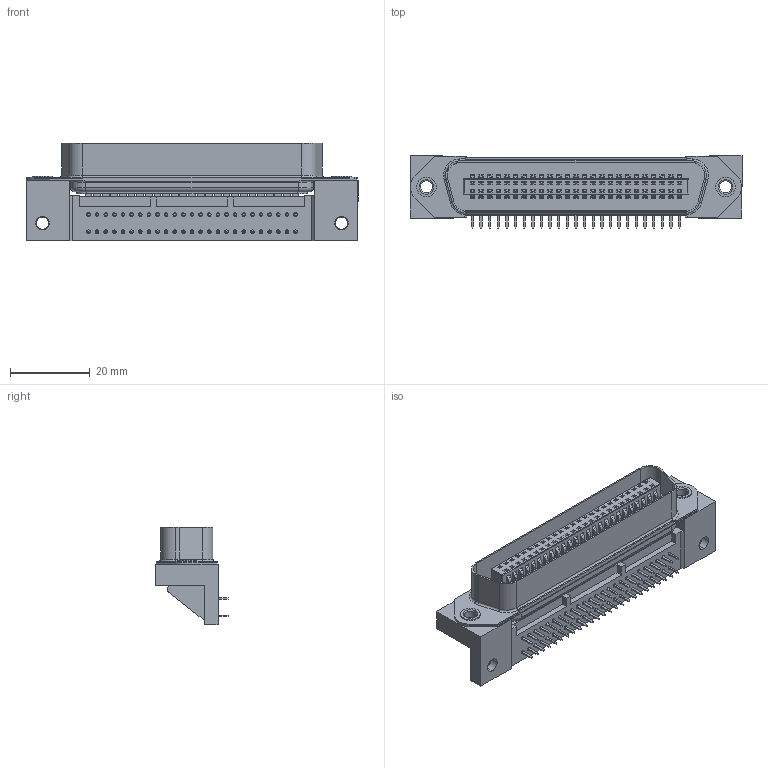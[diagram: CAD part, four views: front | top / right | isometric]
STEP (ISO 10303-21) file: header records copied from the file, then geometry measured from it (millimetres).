
FILE_DESCRIPTION (( 'STEP AP203' ), '1' );
FILE_NAME ('B57-150-661-402.STEP', '2020-06-24T13:10:54', ( '' ), ( '' ), 'SwSTEP 2.0', 'SolidWorks 2020', '' );
FILE_SCHEMA (( 'CONFIG_CONTROL_DESIGN' ));
Length unit declared in the file: millimetre
Products named in the file (8): B57-150-661-402; B57 Front Shell MALE_50 Position UP; B57 Rivet_90 THRU; B57 Board Mount Bracket_THRU; B57 Housing Insert MALE_50 Position UP; B57 Contacts MALE_50 Position 90 2.54; B57 Back Shell_50 Position; B57 RA Housing_50 Position
Assembly tree (9 placements, depth 2):
  B57-150-661-402
    B57 Back Shell_50 Position
    B57 RA Housing_50 Position
    B57 Board Mount Bracket_THRU  x2
    B57 Rivet_90 THRU  x2
    B57 Housing Insert MALE_50 Position UP
    B57 Front Shell MALE_50 Position UP
    B57 Contacts MALE_50 Position 90 2.54
Bounding box: 83.1 x 18.14 x 24.4 mm (x, y, z)
Volume: 9521.5 mm3; surface area: 20568.6 mm2
Topology: 58 solids, 58 shells, 5425 faces, 15729 edges, 10122 vertices
Faces by surface type: plane 3704, cylinder 1383, sphere 204, cone 104, torus 30
Entity records: 176418 total; most frequent: CARTESIAN_POINT 32480, ORIENTED_EDGE 30860, DIRECTION 28662, EDGE_CURVE 15430, VECTOR 12338, LINE 12338, VERTEX_POINT 10060, AXIS2_PLACEMENT_3D 8162
